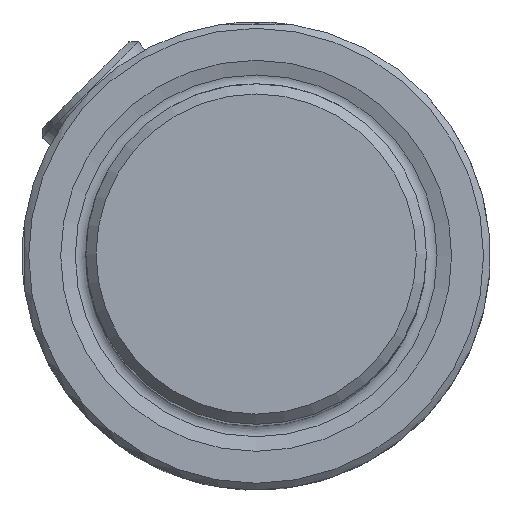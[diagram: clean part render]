
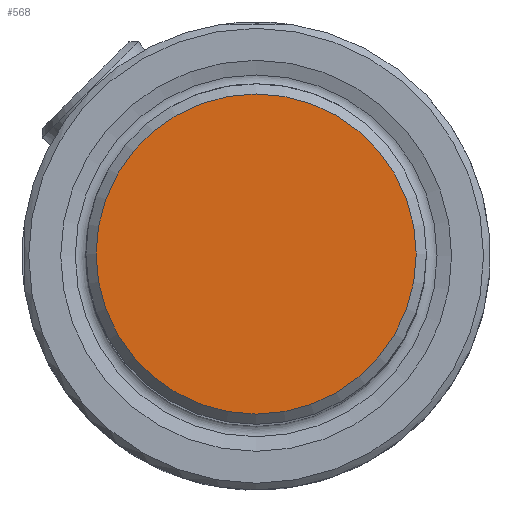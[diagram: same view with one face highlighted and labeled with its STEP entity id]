
A CAD part, top view. The second image highlights one B-rep face of the part: STEP entity #568.
In plain terms, the highlighted planar face has unit normal (0, 0, 1).
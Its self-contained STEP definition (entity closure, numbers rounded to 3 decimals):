
#430=CIRCLE('',#5190,11.937);
#568=ADVANCED_FACE('',(#979),#847,.T.);
#847=PLANE('',#5191);
#979=FACE_OUTER_BOUND('',#1230,.T.);
#1230=EDGE_LOOP('',(#1834));
#1834=ORIENTED_EDGE('',*,*,#3781,.T.);
#3269=VERTEX_POINT('',#7566);
#3781=EDGE_CURVE('',#3269,#3269,#430,.T.);
#5190=AXIS2_PLACEMENT_3D('',#7565,#5872,#5873);
#5191=AXIS2_PLACEMENT_3D('',#7567,#5874,#5875);
#5872=DIRECTION('',(0.,0.,1.));
#5873=DIRECTION('',(0.,-1.,0.));
#5874=DIRECTION('',(0.,0.,1.));
#5875=DIRECTION('',(0.,1.,0.));
#7565=CARTESIAN_POINT('',(0.,0.,
76.7));
#7566=CARTESIAN_POINT('',(0.,-11.937,76.7));
#7567=CARTESIAN_POINT('',(0.,0.,
76.7));
